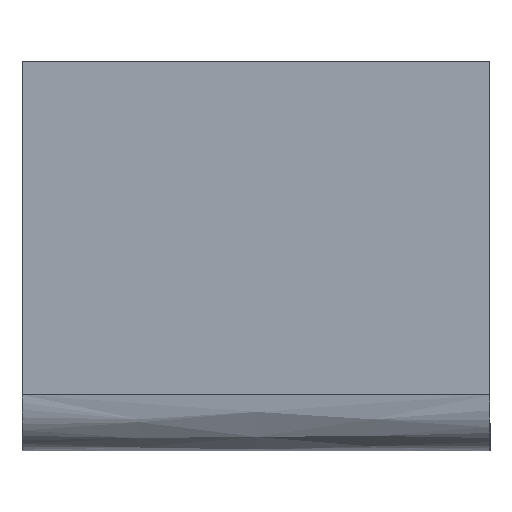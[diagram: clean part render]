
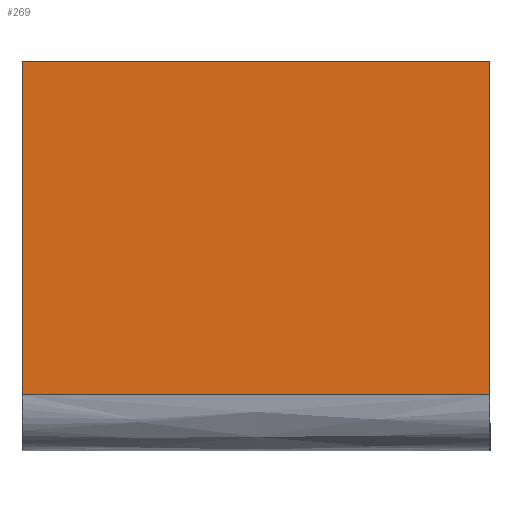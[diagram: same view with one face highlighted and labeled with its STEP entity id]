
A CAD part, left-side view. The second image highlights one B-rep face of the part: STEP entity #269.
In plain terms, the highlighted planar face has unit normal (-1, 0, 0).
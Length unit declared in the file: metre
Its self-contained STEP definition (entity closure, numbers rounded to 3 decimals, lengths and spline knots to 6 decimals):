
#8 = CARTESIAN_POINT('NONE', (-0.2032, 0, 0.127));
#9 = VERTEX_POINT('NONE', #8);
#10 = CARTESIAN_POINT('NONE', (-0.2032, 0.1524, 0.127));
#11 = VERTEX_POINT('NONE', #10);
#32 = CARTESIAN_POINT('NONE', (-0.2032, 0.1524, 0.018324));
#33 = VERTEX_POINT('NONE', #32);
#34 = CARTESIAN_POINT('NONE', (-0.2032, 0, 0.018324));
#35 = VERTEX_POINT('NONE', #34);
#40 = DIRECTION('NONE', (0, 1, 0));
#41 = VECTOR('NONE', #40, 1);
#42 = CARTESIAN_POINT('NONE', (-0.2032, 0, 0.127));
#43 = LINE('NONE', #42, #41);
#108 = DIRECTION('NONE', (0, -1, 0));
#109 = VECTOR('NONE', #108, 1);
#110 = CARTESIAN_POINT('NONE', (-0.2032, 0.1524, 0.018324));
#111 = LINE('NONE', #110, #109);
#124 = DIRECTION('NONE', (0, 0, 1));
#125 = VECTOR('NONE', #124, 1);
#126 = CARTESIAN_POINT('NONE', (-0.2032, 0, 0.018324));
#127 = LINE('NONE', #126, #125);
#128 = DIRECTION('NONE', (0, 0, -1));
#129 = VECTOR('NONE', #128, 1);
#130 = CARTESIAN_POINT('NONE', (-0.2032, 0.1524, 0.127));
#131 = LINE('NONE', #130, #129);
#133 = EDGE_CURVE('NONE', #9, #11, #43, .T.);
#150 = EDGE_CURVE('NONE', #33, #35, #111, .T.);
#154 = EDGE_CURVE('NONE', #35, #9, #127, .T.);
#155 = EDGE_CURVE('NONE', #11, #33, #131, .T.);
#161 = ORIENTED_EDGE('NONE', *, *, #154, .T.);
#162 = ORIENTED_EDGE('NONE', *, *, #133, .T.);
#163 = ORIENTED_EDGE('NONE', *, *, #155, .T.);
#164 = ORIENTED_EDGE('NONE', *, *, #150, .T.);
#165 = EDGE_LOOP('NONE', (#161, #162, #163, #164));
#218 = CARTESIAN_POINT('NONE', (-0.2032, 0.0762, 0.0635));
#219 = DIRECTION('NONE', (-1, 0, 0));
#220 = AXIS2_PLACEMENT_3D('NONE', #218, #219, $);
#221 = PLANE('NONE', #220);
#268 = FACE_OUTER_BOUND('NONE', #165, .T.);
#269 = ADVANCED_FACE('NONE', (#268), #221, .T.);
